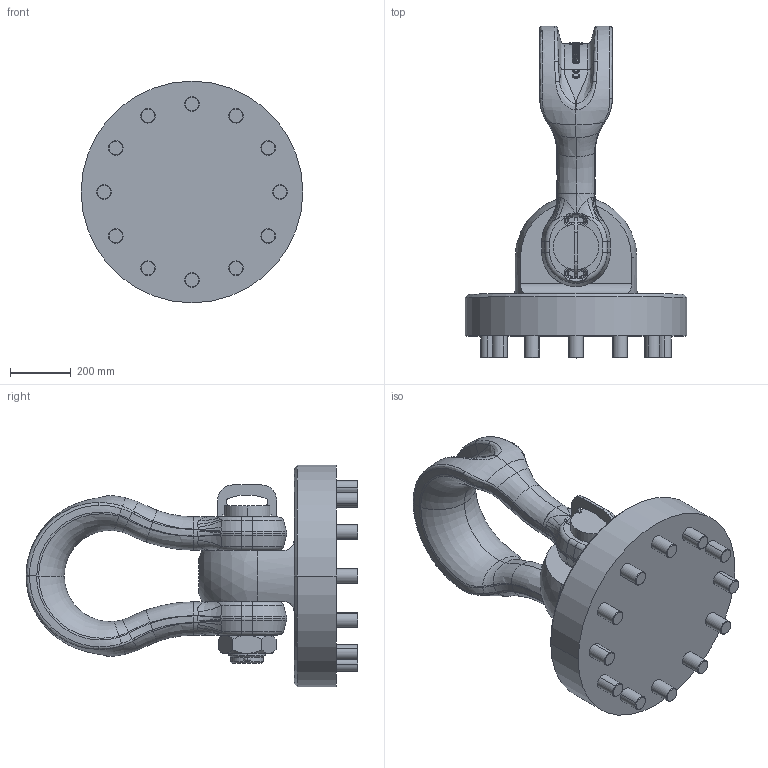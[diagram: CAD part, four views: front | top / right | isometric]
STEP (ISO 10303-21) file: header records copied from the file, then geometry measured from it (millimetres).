
FILE_DESCRIPTION((''),'2;1');
FILE_NAME('001-M35703-P-1_ASM','2019-10-23T',('anja.joas'),(''),'PRO/ENGINEER BY PARAMETRIC TECHNOLOGY CORPORATION, 2011490','PRO/ENGINEER BY PARAMETRIC TECHNOLOGY CORPORATION, 2011490','');
FILE_SCHEMA(('CONFIG_CONTROL_DESIGN'));
Products named in the file (8): 001-M35703-P-2; 001-M35753-BA3; 001-M35753-BA2; 001-M35753-BA4; 001-M35753-BA1; 001-M35753-BA5; 001-M35753-ZU1_ASM; 001-M35703-P-1_ASM
Assembly tree (7 placements, depth 3):
  001-M35703-P-1_ASM
    001-M35703-P-2
    001-M35753-ZU1_ASM
      001-M35753-BA3
      001-M35753-BA2
      001-M35753-BA4
      001-M35753-BA1
      001-M35753-BA5
Bounding box: 730 x 1093 x 730 mm (x, y, z)
Volume: 109780444 mm3; surface area: 3001722.1 mm2
Topology: 6 solids, 6 shells, 1339 faces, 3587 edges, 2320 vertices
Faces by surface type: plane 611, bspline 443, cylinder 107, cone 80, torus 69, extrusion 27, sphere 2
Entity records: 92318 total; most frequent: CARTESIAN_POINT 61606, ORIENTED_EDGE 7174, DIRECTION 4917, EDGE_CURVE 3587, VERTEX_POINT 2320, VECTOR 1995, LINE 1968, AXIS2_PLACEMENT_3D 1461
